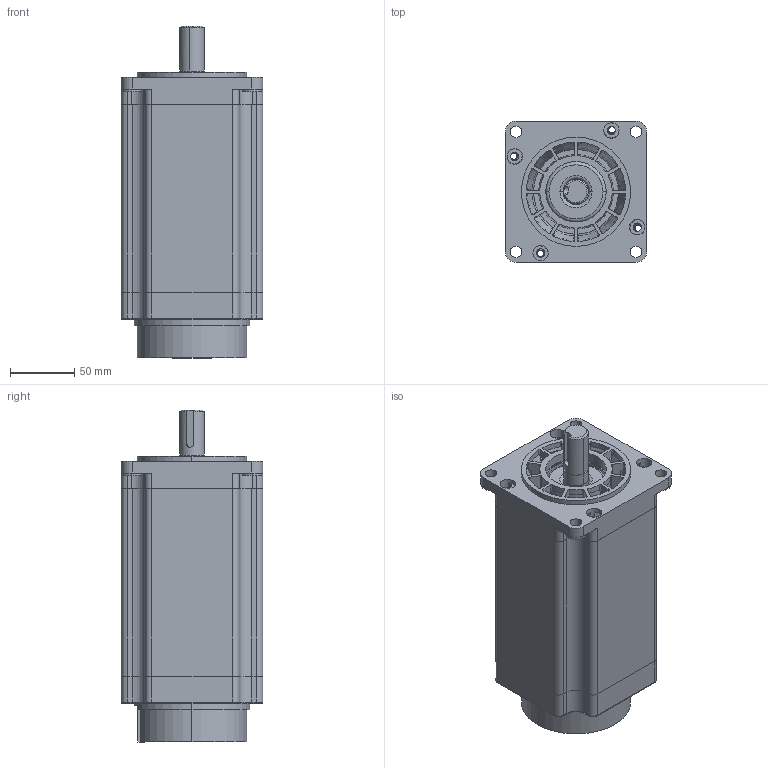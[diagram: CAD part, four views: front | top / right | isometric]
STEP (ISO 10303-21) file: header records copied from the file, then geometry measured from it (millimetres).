
FILE_DESCRIPTION (( 'STEP AP203' ), '1' );
FILE_NAME ('FHB31122.STEP', '2021-11-16T03:18:52', ( '' ), ( '' ), 'SwSTEP 2.0', 'SolidWorks 2016', '' );
FILE_SCHEMA (( 'CONFIG_CONTROL_DESIGN' ));
Length unit declared in the file: millimetre
Products named in the file (7): 綴裔; 綴傷裔; 隅赽僇; FHB31122; 粣; ヶ傷裔; 6204
Assembly tree (6 placements, depth 2):
  FHB31122
    6204
    粣
    ヶ傷裔
    隅赽僇
    綴傷裔
    綴裔
Bounding box: 110 x 110 x 258.22 mm (x, y, z)
Volume: 960788.6 mm3; surface area: 352324.5 mm2
Topology: 16 solids, 16 shells, 1131 faces, 3194 edges, 2114 vertices
Faces by surface type: cylinder 602, plane 468, cone 35, torus 26
Entity records: 39052 total; most frequent: CARTESIAN_POINT 7928, DIRECTION 6642, ORIENTED_EDGE 6388, EDGE_CURVE 3194, AXIS2_PLACEMENT_3D 2517, VERTEX_POINT 2114, LINE 1608, VECTOR 1608
